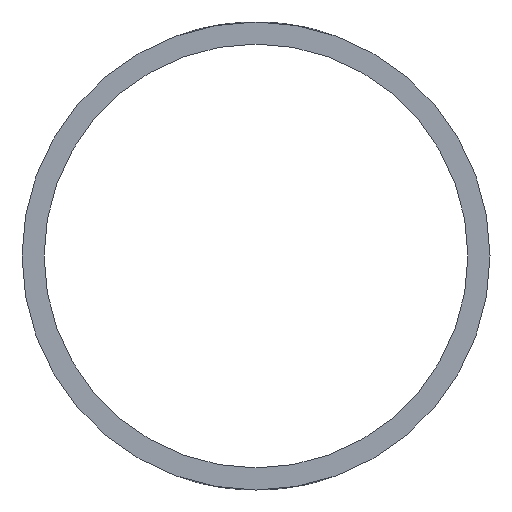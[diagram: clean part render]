
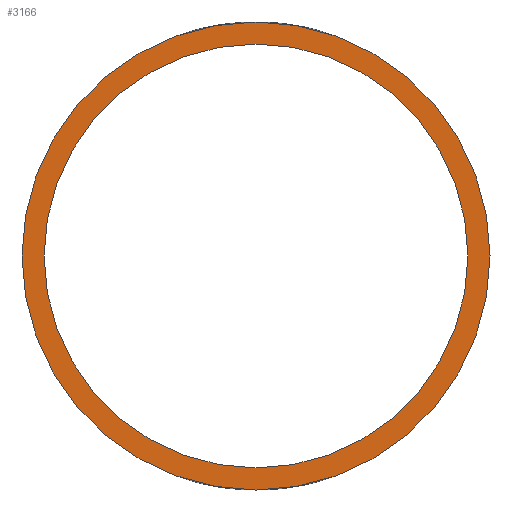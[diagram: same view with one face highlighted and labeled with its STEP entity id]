
A CAD part, front view. The second image highlights one B-rep face of the part: STEP entity #3166.
In plain terms, the highlighted planar face has unit normal (0, -1, 0).
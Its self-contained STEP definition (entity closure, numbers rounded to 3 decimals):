
#372 = DIRECTION ( 'NONE',  ( 0., 0., 1. ) ) ;
#793 = DIRECTION ( 'NONE',  ( 0., 0., 1. ) ) ;
#830 = DIRECTION ( 'NONE',  ( 0., 0., 1. ) ) ;
#1497 = CARTESIAN_POINT ( 'NONE',  ( 0., 0., 0. ) ) ;
#1815 = CARTESIAN_POINT ( 'NONE',  ( 0., 0., 21.2 ) ) ;
#1828 = DIRECTION ( 'NONE',  ( 0., 0., 1. ) ) ;
#2364 = AXIS2_PLACEMENT_3D ( 'NONE', #9257, #7206, #793 ) ;
#2526 = EDGE_CURVE ( 'NONE', #3005, #8197, #11328, .T. ) ;
#3005 = VERTEX_POINT ( 'NONE', #10270 ) ;
#3113 = VERTEX_POINT ( 'NONE', #6585 ) ;
#3166 = ADVANCED_FACE ( 'NONE', ( #11836, #12323 ), #12214, .F. ) ;
#3728 = VERTEX_POINT ( 'NONE', #11331 ) ;
#4083 = ORIENTED_EDGE ( 'NONE', *, *, #13340, .F. ) ;
#5590 = ORIENTED_EDGE ( 'NONE', *, *, #6458, .T. ) ;
#5874 = EDGE_CURVE ( 'NONE', #3113, #3728, #7968, .T. ) ;
#5972 = DIRECTION ( 'NONE',  ( 0., 0., 1. ) ) ;
#6388 = ORIENTED_EDGE ( 'NONE', *, *, #2526, .F. ) ;
#6458 = EDGE_CURVE ( 'NONE', #3728, #3113, #12851, .T. ) ;
#6585 = CARTESIAN_POINT ( 'NONE',  ( 0., 0., -19.2 ) ) ;
#7063 = CARTESIAN_POINT ( 'NONE',  ( 0., 0., 0. ) ) ;
#7085 = EDGE_LOOP ( 'NONE', ( #11191, #5590 ) ) ;
#7206 = DIRECTION ( 'NONE',  ( 0., 1., 0. ) ) ;
#7528 = EDGE_LOOP ( 'NONE', ( #6388, #4083 ) ) ;
#7730 = AXIS2_PLACEMENT_3D ( 'NONE', #13387, #10261, #1828 ) ;
#7900 = AXIS2_PLACEMENT_3D ( 'NONE', #1497, #9805, #372 ) ;
#7968 = CIRCLE ( 'NONE', #7730, 19.2 ) ;
#8197 = VERTEX_POINT ( 'NONE', #1815 ) ;
#8580 = AXIS2_PLACEMENT_3D ( 'NONE', #7063, #12175, #5972 ) ;
#8691 = AXIS2_PLACEMENT_3D ( 'NONE', #10113, #13158, #830 ) ;
#9257 = CARTESIAN_POINT ( 'NONE',  ( 0., 0., 0. ) ) ;
#9805 = DIRECTION ( 'NONE',  ( 0., 1., 0. ) ) ;
#10113 = CARTESIAN_POINT ( 'NONE',  ( 0., 0., 0. ) ) ;
#10261 = DIRECTION ( 'NONE',  ( 0., 1., 0. ) ) ;
#10270 = CARTESIAN_POINT ( 'NONE',  ( 0., 0., -21.2 ) ) ;
#11191 = ORIENTED_EDGE ( 'NONE', *, *, #5874, .T. ) ;
#11229 = CIRCLE ( 'NONE', #8580, 21.2 ) ;
#11328 = CIRCLE ( 'NONE', #2364, 21.2 ) ;
#11331 = CARTESIAN_POINT ( 'NONE',  ( 0., 0., 19.2 ) ) ;
#11836 = FACE_OUTER_BOUND ( 'NONE', #7528, .T. ) ;
#12175 = DIRECTION ( 'NONE',  ( 0., 1., 0. ) ) ;
#12214 = PLANE ( 'NONE',  #8691 ) ;
#12323 = FACE_BOUND ( 'NONE', #7085, .T. ) ;
#12851 = CIRCLE ( 'NONE', #7900, 19.2 ) ;
#13158 = DIRECTION ( 'NONE',  ( 0., 1., 0. ) ) ;
#13340 = EDGE_CURVE ( 'NONE', #8197, #3005, #11229, .T. ) ;
#13387 = CARTESIAN_POINT ( 'NONE',  ( 0., 0., 0. ) ) ;
